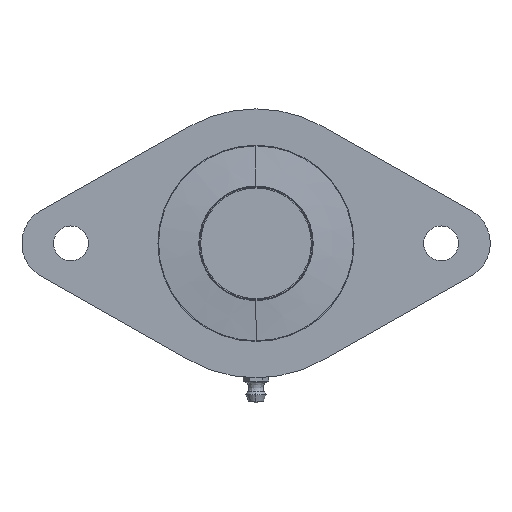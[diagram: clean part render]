
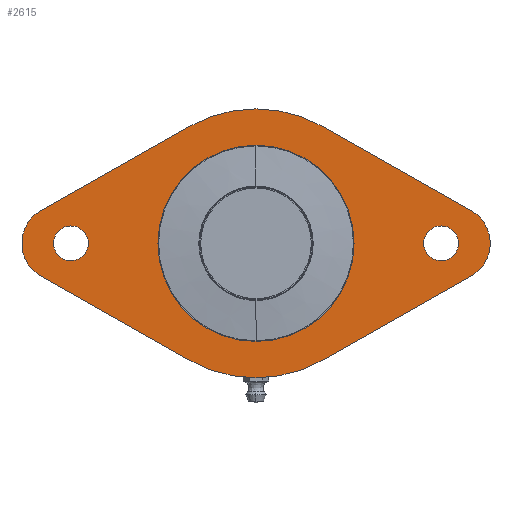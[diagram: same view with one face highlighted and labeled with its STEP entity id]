
A CAD part, front view. The second image highlights one B-rep face of the part: STEP entity #2615.
In plain terms, the highlighted planar face has unit normal (0, -1, 0).
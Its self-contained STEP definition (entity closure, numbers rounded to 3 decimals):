
#27 = CIRCLE ( 'NONE', #2034, 12. ) ;
#53 = DIRECTION ( 'NONE',  ( -0.871, 0., 0.492 ) ) ;
#116 = CARTESIAN_POINT ( 'NONE',  ( -67.903, -26., 10.448 ) ) ;
#118 = VECTOR ( 'NONE', #5082, 1000. ) ;
#124 = CARTESIAN_POINT ( 'NONE',  ( 0., -26., 0. ) ) ;
#153 = VERTEX_POINT ( 'NONE', #805 ) ;
#181 = CIRCLE ( 'NONE', #3252, 5.5 ) ;
#344 = ORIENTED_EDGE ( 'NONE', *, *, #5152, .F. ) ;
#399 = DIRECTION ( 'NONE',  ( 0., 0., 1. ) ) ;
#401 = EDGE_CURVE ( 'NONE', #1080, #2695, #1561, .T. ) ;
#506 = EDGE_CURVE ( 'NONE', #2695, #4095, #3158, .T. ) ;
#508 = FACE_BOUND ( 'NONE', #5306, .T. ) ;
#561 = CARTESIAN_POINT ( 'NONE',  ( 58.5, -26., 0. ) ) ;
#604 = VERTEX_POINT ( 'NONE', #5072 ) ;
#617 = DIRECTION ( 'NONE',  ( 0., 0., 1. ) ) ;
#665 = EDGE_CURVE ( 'NONE', #604, #2648, #1123, .T. ) ;
#673 = CARTESIAN_POINT ( 'NONE',  ( 0., -26., 0. ) ) ;
#707 = AXIS2_PLACEMENT_3D ( 'NONE', #673, #1555, #2028 ) ;
#720 = VERTEX_POINT ( 'NONE', #1780 ) ;
#723 = DIRECTION ( 'NONE',  ( 0., 1., 0. ) ) ;
#724 = EDGE_CURVE ( 'NONE', #4030, #1340, #181, .T. ) ;
#730 = DIRECTION ( 'NONE',  ( 0., 1., 0. ) ) ;
#743 = ORIENTED_EDGE ( 'NONE', *, *, #724, .T. ) ;
#746 = CARTESIAN_POINT ( 'NONE',  ( -67.903, -26., -10.448 ) ) ;
#761 = ORIENTED_EDGE ( 'NONE', *, *, #506, .F. ) ;
#800 = ORIENTED_EDGE ( 'NONE', *, *, #2347, .F. ) ;
#805 = CARTESIAN_POINT ( 'NONE',  ( 58.5, -26., 5.5 ) ) ;
#816 = EDGE_CURVE ( 'NONE', #833, #153, #4686, .T. ) ;
#833 = VERTEX_POINT ( 'NONE', #2762 ) ;
#994 = CARTESIAN_POINT ( 'NONE',  ( -58.5, -26., 0. ) ) ;
#1005 = AXIS2_PLACEMENT_3D ( 'NONE', #5385, #1549, #399 ) ;
#1048 = DIRECTION ( 'NONE',  ( 0., 1., 0. ) ) ;
#1053 = EDGE_CURVE ( 'NONE', #1340, #4030, #2550, .T. ) ;
#1080 = VERTEX_POINT ( 'NONE', #4415 ) ;
#1123 = CIRCLE ( 'NONE', #5049, 31. ) ;
#1229 = CARTESIAN_POINT ( 'NONE',  ( 20.907, -26., -37.002 ) ) ;
#1253 = LINE ( 'NONE', #116, #118 ) ;
#1313 = FACE_OUTER_BOUND ( 'NONE', #1910, .T. ) ;
#1340 = VERTEX_POINT ( 'NONE', #3074 ) ;
#1393 = VERTEX_POINT ( 'NONE', #3607 ) ;
#1427 = EDGE_CURVE ( 'NONE', #2655, #1080, #2377, .T. ) ;
#1430 = DIRECTION ( 'NONE',  ( 0., 0., 1. ) ) ;
#1441 = DIRECTION ( 'NONE',  ( 0., 0., 1. ) ) ;
#1492 = ORIENTED_EDGE ( 'NONE', *, *, #4669, .T. ) ;
#1500 = ORIENTED_EDGE ( 'NONE', *, *, #1741, .F. ) ;
#1524 = AXIS2_PLACEMENT_3D ( 'NONE', #5424, #2825, #1616 ) ;
#1549 = DIRECTION ( 'NONE',  ( 0., 1., 0. ) ) ;
#1555 = DIRECTION ( 'NONE',  ( 0., 1., 0. ) ) ;
#1561 = LINE ( 'NONE', #5344, #2799 ) ;
#1616 = DIRECTION ( 'NONE',  ( 0., 0., 1. ) ) ;
#1741 = EDGE_CURVE ( 'NONE', #5400, #1393, #27, .T. ) ;
#1780 = CARTESIAN_POINT ( 'NONE',  ( 20.907, -26., -37.002 ) ) ;
#1910 = EDGE_LOOP ( 'NONE', ( #4184, #800, #1500, #344, #5325, #5038, #761, #2391, #3076 ) ) ;
#1916 = CARTESIAN_POINT ( 'NONE',  ( -62., -26., 0. ) ) ;
#2028 = DIRECTION ( 'NONE',  ( 0., 0., 1. ) ) ;
#2034 = AXIS2_PLACEMENT_3D ( 'NONE', #1916, #3281, #3628 ) ;
#2090 = ORIENTED_EDGE ( 'NONE', *, *, #4427, .T. ) ;
#2108 = AXIS2_PLACEMENT_3D ( 'NONE', #5012, #723, #3187 ) ;
#2115 = EDGE_LOOP ( 'NONE', ( #2090, #3294 ) ) ;
#2321 = CIRCLE ( 'NONE', #2938, 31. ) ;
#2327 = CARTESIAN_POINT ( 'NONE',  ( 67.903, -26., -10.448 ) ) ;
#2347 = EDGE_CURVE ( 'NONE', #1393, #3558, #1253, .T. ) ;
#2377 = CIRCLE ( 'NONE', #707, 42.5 ) ;
#2391 = ORIENTED_EDGE ( 'NONE', *, *, #401, .F. ) ;
#2395 = AXIS2_PLACEMENT_3D ( 'NONE', #124, #3479, #617 ) ;
#2416 = DIRECTION ( 'NONE',  ( 0.871, 0., -0.492 ) ) ;
#2419 = DIRECTION ( 'NONE',  ( 0., 0., 1. ) ) ;
#2452 = ORIENTED_EDGE ( 'NONE', *, *, #665, .T. ) ;
#2550 = CIRCLE ( 'NONE', #4067, 5.5 ) ;
#2615 = ADVANCED_FACE ( 'NONE', ( #508, #5193, #5221, #1313 ), #3093, .F. ) ;
#2648 = VERTEX_POINT ( 'NONE', #3818 ) ;
#2652 = CARTESIAN_POINT ( 'NONE',  ( -20.907, -26., -37.002 ) ) ;
#2655 = VERTEX_POINT ( 'NONE', #3720 ) ;
#2686 = EDGE_LOOP ( 'NONE', ( #4867, #743 ) ) ;
#2695 = VERTEX_POINT ( 'NONE', #4612 ) ;
#2762 = CARTESIAN_POINT ( 'NONE',  ( 58.5, -26., -5.5 ) ) ;
#2776 = DIRECTION ( 'NONE',  ( 0., 1., 0. ) ) ;
#2787 = CARTESIAN_POINT ( 'NONE',  ( -20.907, -26., 37.002 ) ) ;
#2799 = VECTOR ( 'NONE', #2416, 1000. ) ;
#2825 = DIRECTION ( 'NONE',  ( 0., 1., 0. ) ) ;
#2846 = EDGE_CURVE ( 'NONE', #4095, #720, #3839, .T. ) ;
#2933 = CARTESIAN_POINT ( 'NONE',  ( -58.5, -26., -5.5 ) ) ;
#2938 = AXIS2_PLACEMENT_3D ( 'NONE', #4211, #4235, #2419 ) ;
#2939 = VERTEX_POINT ( 'NONE', #4066 ) ;
#3042 = DIRECTION ( 'NONE',  ( 0., 0., 1. ) ) ;
#3074 = CARTESIAN_POINT ( 'NONE',  ( -58.5, -26., 5.5 ) ) ;
#3076 = ORIENTED_EDGE ( 'NONE', *, *, #1427, .F. ) ;
#3093 = PLANE ( 'NONE',  #2395 ) ;
#3158 = CIRCLE ( 'NONE', #4596, 12. ) ;
#3187 = DIRECTION ( 'NONE',  ( 0., 0., 1. ) ) ;
#3204 = CIRCLE ( 'NONE', #1524, 42.5 ) ;
#3252 = AXIS2_PLACEMENT_3D ( 'NONE', #994, #4405, #1441 ) ;
#3281 = DIRECTION ( 'NONE',  ( 0., 1., 0. ) ) ;
#3294 = ORIENTED_EDGE ( 'NONE', *, *, #816, .T. ) ;
#3418 = DIRECTION ( 'NONE',  ( -0.871, 0., -0.492 ) ) ;
#3479 = DIRECTION ( 'NONE',  ( 0., 1., 0. ) ) ;
#3558 = VERTEX_POINT ( 'NONE', #2787 ) ;
#3573 = CIRCLE ( 'NONE', #4302, 5.5 ) ;
#3607 = CARTESIAN_POINT ( 'NONE',  ( -67.903, -26., 10.448 ) ) ;
#3628 = DIRECTION ( 'NONE',  ( 0., 0., 1. ) ) ;
#3720 = CARTESIAN_POINT ( 'NONE',  ( 0., -26., 42.5 ) ) ;
#3751 = CIRCLE ( 'NONE', #1005, 42.5 ) ;
#3818 = CARTESIAN_POINT ( 'NONE',  ( 0., -26., 31. ) ) ;
#3839 = LINE ( 'NONE', #1229, #4092 ) ;
#3922 = VECTOR ( 'NONE', #53, 1000. ) ;
#3941 = EDGE_CURVE ( 'NONE', #3558, #2655, #3204, .T. ) ;
#4030 = VERTEX_POINT ( 'NONE', #2933 ) ;
#4066 = CARTESIAN_POINT ( 'NONE',  ( -20.907, -26., -37.002 ) ) ;
#4067 = AXIS2_PLACEMENT_3D ( 'NONE', #5212, #2776, #5272 ) ;
#4092 = VECTOR ( 'NONE', #3418, 1000. ) ;
#4095 = VERTEX_POINT ( 'NONE', #2327 ) ;
#4098 = DIRECTION ( 'NONE',  ( 0., 1., 0. ) ) ;
#4184 = ORIENTED_EDGE ( 'NONE', *, *, #3941, .F. ) ;
#4211 = CARTESIAN_POINT ( 'NONE',  ( 0., -26., 0. ) ) ;
#4235 = DIRECTION ( 'NONE',  ( 0., 1., 0. ) ) ;
#4302 = AXIS2_PLACEMENT_3D ( 'NONE', #561, #4098, #1430 ) ;
#4405 = DIRECTION ( 'NONE',  ( 0., 1., 0. ) ) ;
#4415 = CARTESIAN_POINT ( 'NONE',  ( 20.907, -26., 37.002 ) ) ;
#4427 = EDGE_CURVE ( 'NONE', #153, #833, #3573, .T. ) ;
#4596 = AXIS2_PLACEMENT_3D ( 'NONE', #5372, #730, #5425 ) ;
#4612 = CARTESIAN_POINT ( 'NONE',  ( 67.903, -26., 10.448 ) ) ;
#4669 = EDGE_CURVE ( 'NONE', #2648, #604, #2321, .T. ) ;
#4686 = CIRCLE ( 'NONE', #2108, 5.5 ) ;
#4763 = CARTESIAN_POINT ( 'NONE',  ( 0., -26., 0. ) ) ;
#4867 = ORIENTED_EDGE ( 'NONE', *, *, #1053, .T. ) ;
#5012 = CARTESIAN_POINT ( 'NONE',  ( 58.5, -26., 0. ) ) ;
#5038 = ORIENTED_EDGE ( 'NONE', *, *, #2846, .F. ) ;
#5049 = AXIS2_PLACEMENT_3D ( 'NONE', #4763, #1048, #3042 ) ;
#5072 = CARTESIAN_POINT ( 'NONE',  ( 0., -26., -31. ) ) ;
#5082 = DIRECTION ( 'NONE',  ( 0.871, 0., 0.492 ) ) ;
#5152 = EDGE_CURVE ( 'NONE', #2939, #5400, #5196, .T. ) ;
#5193 = FACE_BOUND ( 'NONE', #2115, .T. ) ;
#5196 = LINE ( 'NONE', #2652, #3922 ) ;
#5212 = CARTESIAN_POINT ( 'NONE',  ( -58.5, -26., 0. ) ) ;
#5221 = FACE_BOUND ( 'NONE', #2686, .T. ) ;
#5272 = DIRECTION ( 'NONE',  ( 0., 0., 1. ) ) ;
#5306 = EDGE_LOOP ( 'NONE', ( #1492, #2452 ) ) ;
#5325 = ORIENTED_EDGE ( 'NONE', *, *, #5341, .F. ) ;
#5341 = EDGE_CURVE ( 'NONE', #720, #2939, #3751, .T. ) ;
#5344 = CARTESIAN_POINT ( 'NONE',  ( 67.903, -26., 10.448 ) ) ;
#5372 = CARTESIAN_POINT ( 'NONE',  ( 62., -26., 0. ) ) ;
#5385 = CARTESIAN_POINT ( 'NONE',  ( 0., -26., 0. ) ) ;
#5400 = VERTEX_POINT ( 'NONE', #746 ) ;
#5424 = CARTESIAN_POINT ( 'NONE',  ( 0., -26., 0. ) ) ;
#5425 = DIRECTION ( 'NONE',  ( 0., 0., 1. ) ) ;
